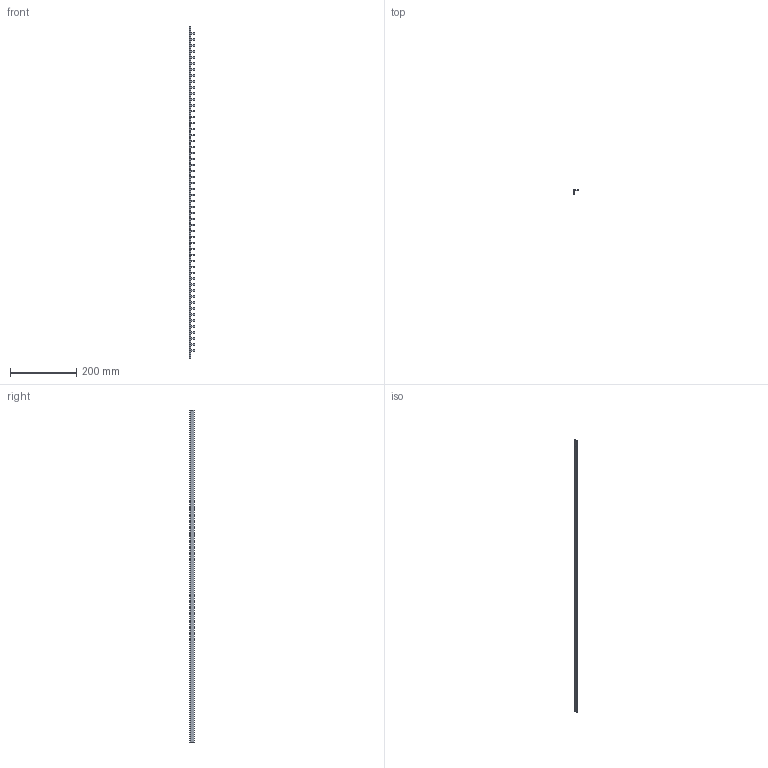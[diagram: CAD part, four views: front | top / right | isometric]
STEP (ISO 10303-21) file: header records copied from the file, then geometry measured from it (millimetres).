
FILE_DESCRIPTION((''),'2;1');
FILE_NAME('PRT0001','2022-03-19T',('Administrator'),(''),'PRO/ENGINEER BY PARAMETRIC TECHNOLOGY CORPORATION, 2013230','PRO/ENGINEER BY PARAMETRIC TECHNOLOGY CORPORATION, 2013230','');
FILE_SCHEMA(('CONFIG_CONTROL_DESIGN'));
Length unit declared in the file: millimetre
Products named in the file (1): PRT0001
Bounding box: 15.8 x 14.24 x 1000 mm (x, y, z)
Volume: 44868.4 mm3; surface area: 83070.7 mm2
Topology: 1 solids, 1 shells, 396 faces, 1392 edges, 892 vertices
Faces by surface type: plane 334, cylinder 62
Entity records: 15082 total; most frequent: CARTESIAN_POINT 3124, ORIENTED_EDGE 2784, DIRECTION 2192, EDGE_CURVE 1392, VECTOR 1160, LINE 1160, VERTEX_POINT 892, AXIS2_PLACEMENT_3D 516
